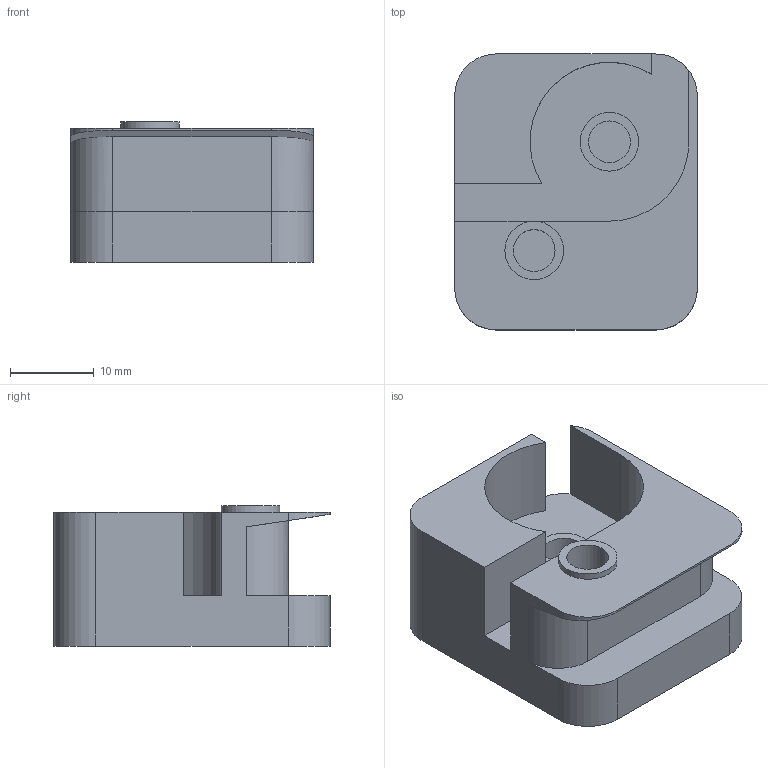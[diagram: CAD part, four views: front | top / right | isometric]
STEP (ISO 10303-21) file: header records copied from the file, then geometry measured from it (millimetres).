
FILE_DESCRIPTION(/* description */ (''),/* implementation_level */ '2;1');
FILE_NAME(/* name */ 'XY Bracket Top Smooth.step',/* time_stamp */ '2020-06-08T21:22:29-05:00',/* author */ (''),/* organization */ (''),/* preprocessor_version */ 'ST-DEVELOPER v18.1',/* originating_system */ 'Autodesk Translation Framework v9.3.0.1241',/* authorisation */ '');
FILE_SCHEMA (('AUTOMOTIVE_DESIGN { 1 0 10303 214 3 1 1 }'));
Length unit declared in the file: millimetre
Products named in the file (1): XY Bracket Top Smooth
Bounding box: 29 x 33 x 16.75 mm (x, y, z)
Volume: 9354.9 mm3; surface area: 5074.2 mm2
Topology: 1 solids, 1 shells, 38 faces, 92 edges, 61 vertices
Faces by surface type: plane 22, cylinder 16
Full cylindrical faces by diameter (mm): 5 x2, 7 x2, 9 x2
Entity records: 1144 total; most frequent: DIRECTION 204, CARTESIAN_POINT 192, ORIENTED_EDGE 184, EDGE_CURVE 92, AXIS2_PLACEMENT_3D 73, VERTEX_POINT 61, LINE 58, VECTOR 58
